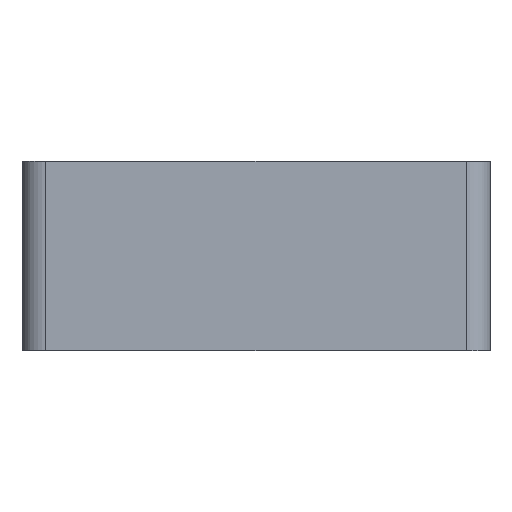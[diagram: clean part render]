
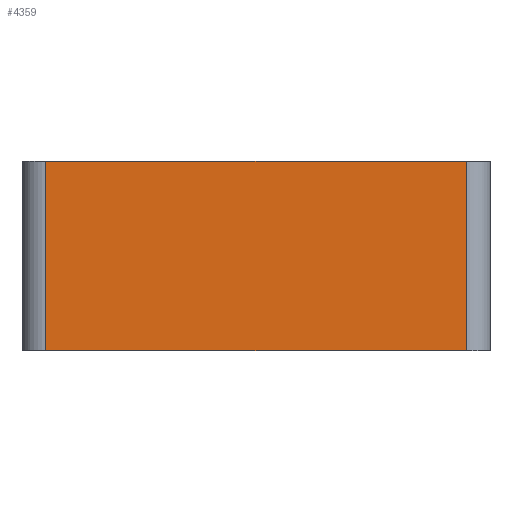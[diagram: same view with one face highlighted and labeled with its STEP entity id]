
A CAD part, front view. The second image highlights one B-rep face of the part: STEP entity #4359.
In plain terms, the highlighted planar face has unit normal (0, -1, 0).
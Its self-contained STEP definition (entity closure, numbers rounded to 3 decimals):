
#224=FACE_OUTER_BOUND('',#438,.T.);
#438=EDGE_LOOP('',(#3692,#3693,#3694,#3695));
#893=LINE('',#6592,#1439);
#1032=LINE('',#6892,#1578);
#1033=LINE('',#6894,#1579);
#1034=LINE('',#6895,#1580);
#1439=VECTOR('',#5345,1.);
#1578=VECTOR('',#5654,1.);
#1579=VECTOR('',#5655,1.);
#1580=VECTOR('',#5656,1.);
#1925=VERTEX_POINT('',#6589);
#1926=VERTEX_POINT('',#6591);
#2002=VERTEX_POINT('',#6891);
#2003=VERTEX_POINT('',#6893);
#2426=EDGE_CURVE('',#1925,#1926,#893,.T.);
#2582=EDGE_CURVE('',#2002,#1926,#1032,.T.);
#2583=EDGE_CURVE('',#2003,#1925,#1033,.T.);
#2584=EDGE_CURVE('',#2003,#2002,#1034,.T.);
#3692=ORIENTED_EDGE('',*,*,#2582,.T.);
#3693=ORIENTED_EDGE('',*,*,#2426,.F.);
#3694=ORIENTED_EDGE('',*,*,#2583,.F.);
#3695=ORIENTED_EDGE('',*,*,#2584,.T.);
#4009=PLANE('',#4644);
#4359=ADVANCED_FACE('',(#224),#4009,.T.);
#4644=AXIS2_PLACEMENT_3D('',#6890,#5652,#5653);
#5345=DIRECTION('',(-1.,0.,0.));
#5652=DIRECTION('center_axis',(0.,-1.,0.));
#5653=DIRECTION('ref_axis',(1.,0.,0.));
#5654=DIRECTION('',(0.,0.,-1.));
#5655=DIRECTION('',(0.,0.,-1.));
#5656=DIRECTION('',(-1.,0.,0.));
#6589=CARTESIAN_POINT('',(0.89,-3.64,0.));
#6591=CARTESIAN_POINT('',(-0.89,-3.64,0.));
#6592=CARTESIAN_POINT('',(-17.359,-3.64,0.));
#6890=CARTESIAN_POINT('Origin',(0.,-3.64,0.415));
#6891=CARTESIAN_POINT('',(-0.89,-3.64,0.8));
#6892=CARTESIAN_POINT('',(-0.89,-3.64,0.353));
#6893=CARTESIAN_POINT('',(0.89,-3.64,0.8));
#6894=CARTESIAN_POINT('',(0.89,-3.64,0.));
#6895=CARTESIAN_POINT('',(0.95,-3.64,0.8));
